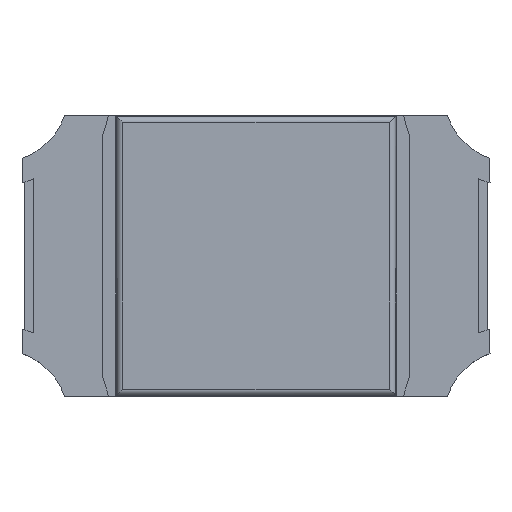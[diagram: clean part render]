
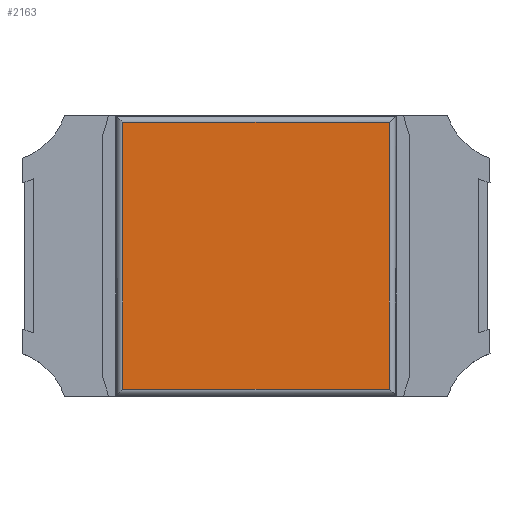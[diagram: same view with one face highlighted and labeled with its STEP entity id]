
A CAD part, top view. The second image highlights one B-rep face of the part: STEP entity #2163.
In plain terms, the highlighted planar face has unit normal (0, 0, 1).
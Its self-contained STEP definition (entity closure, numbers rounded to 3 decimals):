
#103 = LINE ( 'NONE', #389, #954 ) ;
#130 = ORIENTED_EDGE ( 'NONE', *, *, #2146, .F. ) ;
#207 = CARTESIAN_POINT ( 'NONE',  ( 0.3, -0.285, 0.14 ) ) ;
#352 = AXIS2_PLACEMENT_3D ( 'NONE', #1170, #1443, #2407 ) ;
#389 = CARTESIAN_POINT ( 'NONE',  ( 0.285, 0.3, 0.14 ) ) ;
#574 = DIRECTION ( 'NONE',  ( 0., -1., 0. ) ) ;
#646 = VERTEX_POINT ( 'NONE', #2646 ) ;
#655 = ORIENTED_EDGE ( 'NONE', *, *, #2696, .F. ) ;
#672 = LINE ( 'NONE', #207, #1851 ) ;
#719 = CARTESIAN_POINT ( 'NONE',  ( -0.3, 0.285, 0.14 ) ) ;
#814 = DIRECTION ( 'NONE',  ( 0., 1., 0. ) ) ;
#954 = VECTOR ( 'NONE', #574, 1000. ) ;
#1122 = LINE ( 'NONE', #719, #2319 ) ;
#1170 = CARTESIAN_POINT ( 'NONE',  ( -0.3, 0.3, 0.14 ) ) ;
#1183 = ORIENTED_EDGE ( 'NONE', *, *, #1440, .F. ) ;
#1217 = CARTESIAN_POINT ( 'NONE',  ( 0.285, 0.285, 0.14 ) ) ;
#1224 = CARTESIAN_POINT ( 'NONE',  ( -0.285, -0.285, 0.14 ) ) ;
#1371 = ORIENTED_EDGE ( 'NONE', *, *, #2671, .F. ) ;
#1379 = VERTEX_POINT ( 'NONE', #1427 ) ;
#1383 = DIRECTION ( 'NONE',  ( 1., 0., 0. ) ) ;
#1427 = CARTESIAN_POINT ( 'NONE',  ( -0.285, 0.285, 0.14 ) ) ;
#1440 = EDGE_CURVE ( 'NONE', #646, #3117, #672, .T. ) ;
#1443 = DIRECTION ( 'NONE',  ( 0., 0., 1. ) ) ;
#1508 = VECTOR ( 'NONE', #814, 1000. ) ;
#1785 = VERTEX_POINT ( 'NONE', #1217 ) ;
#1851 = VECTOR ( 'NONE', #3081, 1000. ) ;
#2146 = EDGE_CURVE ( 'NONE', #1379, #1785, #1122, .T. ) ;
#2163 = ADVANCED_FACE ( 'NONE', ( #3130 ), #2392, .T. ) ;
#2253 = LINE ( 'NONE', #2292, #1508 ) ;
#2292 = CARTESIAN_POINT ( 'NONE',  ( -0.285, -0.3, 0.14 ) ) ;
#2319 = VECTOR ( 'NONE', #1383, 1000. ) ;
#2392 = PLANE ( 'NONE',  #352 ) ;
#2407 = DIRECTION ( 'NONE',  ( 1., 0., 0. ) ) ;
#2644 = EDGE_LOOP ( 'NONE', ( #130, #1371, #1183, #655 ) ) ;
#2646 = CARTESIAN_POINT ( 'NONE',  ( 0.285, -0.285, 0.14 ) ) ;
#2671 = EDGE_CURVE ( 'NONE', #3117, #1379, #2253, .T. ) ;
#2696 = EDGE_CURVE ( 'NONE', #1785, #646, #103, .T. ) ;
#3081 = DIRECTION ( 'NONE',  ( -1., 0., 0. ) ) ;
#3117 = VERTEX_POINT ( 'NONE', #1224 ) ;
#3130 = FACE_OUTER_BOUND ( 'NONE', #2644, .T. ) ;
